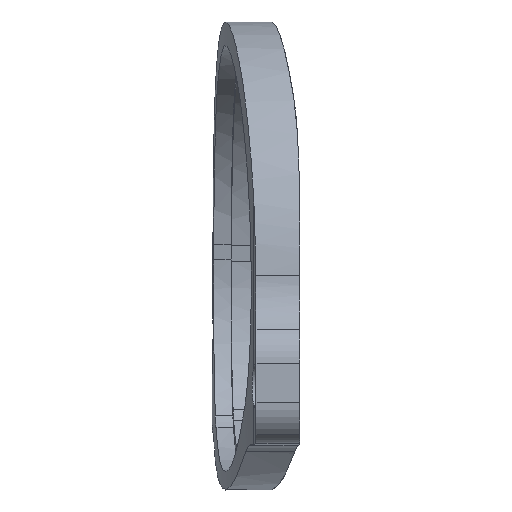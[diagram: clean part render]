
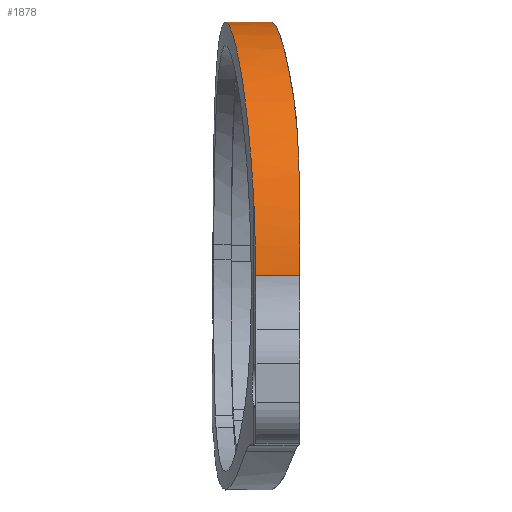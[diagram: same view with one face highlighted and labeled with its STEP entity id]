
A CAD part, left-side view. The second image highlights one B-rep face of the part: STEP entity #1878.
In plain terms, the highlighted free-form (B-spline) face has degree [1, 2] with [2, 3] control points.
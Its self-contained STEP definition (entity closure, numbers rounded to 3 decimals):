
#61=(
BOUNDED_SURFACE()
B_SPLINE_SURFACE(1,2,((#3741,#3742,#3743),(#3744,#3745,#3746)),
 .UNSPECIFIED.,.F.,.F.,.F.)
B_SPLINE_SURFACE_WITH_KNOTS((2,2),(3,3),(-0.324,-0.05),
(-1.51,-0.024),.UNSPECIFIED.)
GEOMETRIC_REPRESENTATION_ITEM()
RATIONAL_B_SPLINE_SURFACE(((1.,0.737,1.),(1.,0.737,
1.)))
REPRESENTATION_ITEM('')
SURFACE()
);
#101=ELLIPSE('',#1941,30.898,30.105);
#176=FACE_OUTER_BOUND('',#278,.T.);
#278=EDGE_LOOP('',(#1578,#1579,#1580,#1581,#1582,#1583,#1584));
#335=B_SPLINE_CURVE_WITH_KNOTS('',3,(#2483,#2484,#2485,#2486),
 .UNSPECIFIED.,.F.,.F.,(4,4),(3.428,4.264),
 .UNSPECIFIED.);
#415=B_SPLINE_CURVE_WITH_KNOTS('',3,(#3497,#3498,#3499,#3500,#3501,#3502,
#3503,#3504,#3505,#3506,#3507,#3508,#3509),.UNSPECIFIED.,.F.,.F.,(4,3,3,
3,4),(14.422,15.636,16.565,17.107,
18.112),.UNSPECIFIED.);
#444=B_SPLINE_CURVE_WITH_KNOTS('',3,(#3734,#3735,#3736,#3737,#3738,#3739,
#3740),.UNSPECIFIED.,.F.,.F.,(4,3,4),(22.66,23.984,
24.567),.UNSPECIFIED.);
#445=B_SPLINE_CURVE_WITH_KNOTS('',3,(#3748,#3749,#3750,#3751,#3752,#3753,
#3754),.UNSPECIFIED.,.F.,.F.,(4,3,4),(2.402,3.618,
4.717),.UNSPECIFIED.);
#506=LINE('',#2326,#612);
#554=LINE('',#3755,#660);
#612=VECTOR('',#2070,10.);
#660=VECTOR('',#2136,10.);
#724=VERTEX_POINT('',#2205);
#725=VERTEX_POINT('',#2207);
#754=VERTEX_POINT('',#2325);
#767=VERTEX_POINT('',#2482);
#849=VERTEX_POINT('',#3496);
#877=VERTEX_POINT('',#3732);
#878=VERTEX_POINT('',#3747);
#925=EDGE_CURVE('',#724,#725,#101,.T.);
#964=EDGE_CURVE('',#754,#725,#506,.T.);
#988=EDGE_CURVE('',#767,#754,#335,.F.);
#1104=EDGE_CURVE('',#849,#767,#415,.T.);
#1136=EDGE_CURVE('',#877,#724,#444,.T.);
#1137=EDGE_CURVE('',#877,#878,#445,.T.);
#1138=EDGE_CURVE('',#849,#878,#554,.T.);
#1578=ORIENTED_EDGE('',*,*,#1136,.F.);
#1579=ORIENTED_EDGE('',*,*,#1137,.T.);
#1580=ORIENTED_EDGE('',*,*,#1138,.F.);
#1581=ORIENTED_EDGE('',*,*,#1104,.T.);
#1582=ORIENTED_EDGE('',*,*,#988,.T.);
#1583=ORIENTED_EDGE('',*,*,#964,.T.);
#1584=ORIENTED_EDGE('',*,*,#925,.F.);
#1878=ADVANCED_FACE('',(#176),#61,.F.);
#1941=AXIS2_PLACEMENT_3D('',#2208,#2000,#2001);
#2000=DIRECTION('center_axis',(0.,-1.,0.));
#2001=DIRECTION('ref_axis',(0.,0.,-1.));
#2070=DIRECTION('',(0.,-1.,0.));
#2136=DIRECTION('',(0.,-1.,0.));
#2205=CARTESIAN_POINT('',(-66.16,0.,0.674));
#2207=CARTESIAN_POINT('',(-66.5,0.,-2.438));
#2208=CARTESIAN_POINT('Origin',(-36.451,0.,-4.323));
#2325=CARTESIAN_POINT('',(-66.5,5.062,-2.438));
#2326=CARTESIAN_POINT('',(-66.5,10.,-2.438));
#2482=CARTESIAN_POINT('',(-64.882,5.242,5.837));
#2483=CARTESIAN_POINT('Ctrl Pts',(-66.5,5.062,-2.438));
#2484=CARTESIAN_POINT('Ctrl Pts',(-66.336,5.075,0.322));
#2485=CARTESIAN_POINT('Ctrl Pts',(-65.795,5.107,3.147));
#2486=CARTESIAN_POINT('Ctrl Pts',(-64.882,5.242,5.837));
#3496=CARTESIAN_POINT('',(-37.179,8.443,26.566));
#3497=CARTESIAN_POINT('Ctrl Pts',(-37.179,8.443,26.566));
#3498=CARTESIAN_POINT('Ctrl Pts',(-41.043,8.118,26.47));
#3499=CARTESIAN_POINT('Ctrl Pts',(-45.118,7.72,25.559));
#3500=CARTESIAN_POINT('Ctrl Pts',(-48.824,7.311,23.844));
#3501=CARTESIAN_POINT('Ctrl Pts',(-51.659,6.998,22.533));
#3502=CARTESIAN_POINT('Ctrl Pts',(-54.281,6.68,20.76));
#3503=CARTESIAN_POINT('Ctrl Pts',(-56.507,6.395,18.72));
#3504=CARTESIAN_POINT('Ctrl Pts',(-57.804,6.229,17.531));
#3505=CARTESIAN_POINT('Ctrl Pts',(-58.973,6.073,16.259));
#3506=CARTESIAN_POINT('Ctrl Pts',(-60.069,5.924,14.837));
#3507=CARTESIAN_POINT('Ctrl Pts',(-62.103,5.647,12.196));
#3508=CARTESIAN_POINT('Ctrl Pts',(-63.772,5.405,9.107));
#3509=CARTESIAN_POINT('Ctrl Pts',(-64.882,5.242,5.837));
#3732=CARTESIAN_POINT('',(-57.678,0.641,17.587));
#3734=CARTESIAN_POINT('Ctrl Pts',(-57.678,0.641,17.587));
#3735=CARTESIAN_POINT('Ctrl Pts',(-60.701,0.182,14.501));
#3736=CARTESIAN_POINT('Ctrl Pts',(-63.17,0.059,10.609));
#3737=CARTESIAN_POINT('Ctrl Pts',(-64.69,0.019,
6.385));
#3738=CARTESIAN_POINT('Ctrl Pts',(-65.36,0.002,
4.524));
#3739=CARTESIAN_POINT('Ctrl Pts',(-65.852,0.,
2.602));
#3740=CARTESIAN_POINT('Ctrl Pts',(-66.16,0.,
0.674));
#3741=CARTESIAN_POINT('Ctrl Pts',(-66.5,0.,
-2.438));
#3742=CARTESIAN_POINT('Ctrl Pts',(-64.813,0.,
25.879));
#3743=CARTESIAN_POINT('Ctrl Pts',(-37.179,0.,
26.566));
#3744=CARTESIAN_POINT('Ctrl Pts',(-66.5,8.443,-2.438));
#3745=CARTESIAN_POINT('Ctrl Pts',(-64.813,8.443,25.879));
#3746=CARTESIAN_POINT('Ctrl Pts',(-37.179,8.443,26.566));
#3747=CARTESIAN_POINT('',(-37.179,3.194,26.566));
#3748=CARTESIAN_POINT('Ctrl Pts',(-57.678,0.641,17.587));
#3749=CARTESIAN_POINT('Ctrl Pts',(-54.958,1.054,20.363));
#3750=CARTESIAN_POINT('Ctrl Pts',(-51.513,1.546,22.753));
#3751=CARTESIAN_POINT('Ctrl Pts',(-47.745,2.018,24.318));
#3752=CARTESIAN_POINT('Ctrl Pts',(-44.34,2.445,25.732));
#3753=CARTESIAN_POINT('Ctrl Pts',(-40.672,2.854,26.479));
#3754=CARTESIAN_POINT('Ctrl Pts',(-37.179,3.194,26.566));
#3755=CARTESIAN_POINT('',(-37.179,10.,26.566));
